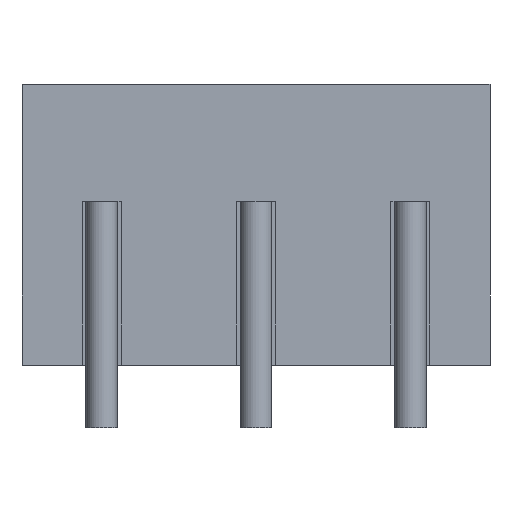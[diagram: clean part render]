
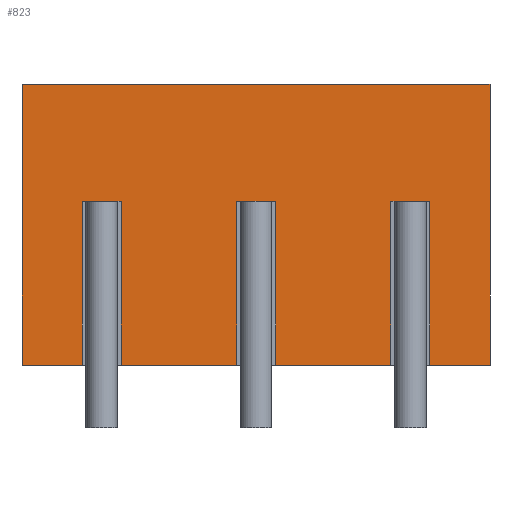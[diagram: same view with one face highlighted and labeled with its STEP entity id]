
A CAD part, front view. The second image highlights one B-rep face of the part: STEP entity #823.
In plain terms, the highlighted planar face has unit normal (0, -1, 0).
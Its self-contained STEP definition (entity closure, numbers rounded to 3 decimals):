
#7 = DIRECTION ( 'NONE',  ( -1., 0., 0. ) ) ;
#15 = CARTESIAN_POINT ( 'NONE',  ( 1.54, 0., 4.2 ) ) ;
#16 = CARTESIAN_POINT ( 'NONE',  ( 12., 0., 7.2 ) ) ;
#17 = DIRECTION ( 'NONE',  ( -1., 0., 0. ) ) ;
#23 = CARTESIAN_POINT ( 'NONE',  ( 9.46, 0., 4.2 ) ) ;
#24 = DIRECTION ( 'NONE',  ( 0., 0., -1. ) ) ;
#27 = CARTESIAN_POINT ( 'NONE',  ( 1.54, 0., 4.2 ) ) ;
#28 = DIRECTION ( 'NONE',  ( 0., 0., -1. ) ) ;
#36 = CARTESIAN_POINT ( 'NONE',  ( 0., 0., 7.2 ) ) ;
#49 = DIRECTION ( 'NONE',  ( 0., 0., -1. ) ) ;
#57 = CARTESIAN_POINT ( 'NONE',  ( 5.5, 0., 4.2 ) ) ;
#182 = LINE ( 'NONE', #697, #1857 ) ;
#199 = LINE ( 'NONE', #653, #1899 ) ;
#236 = FACE_OUTER_BOUND ( 'NONE', #1405, .T. ) ;
#244 = LINE ( 'NONE', #489, #1849 ) ;
#284 = LINE ( 'NONE', #1350, #1980 ) ;
#291 = LINE ( 'NONE', #1370, #1979 ) ;
#315 = LINE ( 'NONE', #57, #1949 ) ;
#324 = LINE ( 'NONE', #36, #1920 ) ;
#326 = LINE ( 'NONE', #2043, #1917 ) ;
#327 = LINE ( 'NONE', #2042, #1916 ) ;
#334 = LINE ( 'NONE', #2024, #1996 ) ;
#354 = LINE ( 'NONE', #16, #1011 ) ;
#356 = LINE ( 'NONE', #15, #1003 ) ;
#358 = LINE ( 'NONE', #27, #1050 ) ;
#365 = LINE ( 'NONE', #23, #968 ) ;
#383 = LINE ( 'NONE', #1101, #1056 ) ;
#410 = LINE ( 'NONE', #1181, #989 ) ;
#479 = PLANE ( 'NONE',  #1855 ) ;
#480 = CARTESIAN_POINT ( 'NONE',  ( 0., 0., 7.2 ) ) ;
#481 = DIRECTION ( 'NONE',  ( 0., 0., 1. ) ) ;
#482 = DIRECTION ( 'NONE',  ( 0., 1., 0. ) ) ;
#489 = CARTESIAN_POINT ( 'NONE',  ( 0., 0., 7.2 ) ) ;
#512 = DIRECTION ( 'NONE',  ( 0., 0., -1. ) ) ;
#651 = DIRECTION ( 'NONE',  ( 0., 0., -1. ) ) ;
#653 = CARTESIAN_POINT ( 'NONE',  ( 9.46, 0., 4.2 ) ) ;
#696 = DIRECTION ( 'NONE',  ( 0., 0., 1. ) ) ;
#697 = CARTESIAN_POINT ( 'NONE',  ( 10.46, 0., 4.2 ) ) ;
#791 = EDGE_CURVE ( 'NONE', #1662, #1695, #182, .T. ) ;
#799 = EDGE_CURVE ( 'NONE', #1682, #1665, #199, .T. ) ;
#823 = ADVANCED_FACE ( 'NONE', ( #236 ), #479, .F. ) ;
#828 = EDGE_CURVE ( 'NONE', #1679, #1674, #244, .T. ) ;
#849 = EDGE_CURVE ( 'NONE', #1691, #1690, #284, .T. ) ;
#850 = EDGE_CURVE ( 'NONE', #1666, #1665, #291, .T. ) ;
#865 = EDGE_CURVE ( 'NONE', #1690, #1667, #315, .T. ) ;
#873 = EDGE_CURVE ( 'NONE', #1679, #1678, #324, .T. ) ;
#875 = EDGE_CURVE ( 'NONE', #1668, #1667, #326, .T. ) ;
#876 = EDGE_CURVE ( 'NONE', #1668, #1687, #327, .T. ) ;
#880 = EDGE_CURVE ( 'NONE', #1662, #1647, #334, .T. ) ;
#893 = EDGE_CURVE ( 'NONE', #1678, #1647, #354, .T. ) ;
#895 = EDGE_CURVE ( 'NONE', #1687, #1683, #356, .T. ) ;
#897 = EDGE_CURVE ( 'NONE', #1683, #1650, #358, .T. ) ;
#903 = EDGE_CURVE ( 'NONE', #1695, #1682, #365, .T. ) ;
#927 = EDGE_CURVE ( 'NONE', #1674, #1650, #383, .T. ) ;
#950 = EDGE_CURVE ( 'NONE', #1666, #1691, #410, .T. ) ;
#968 = VECTOR ( 'NONE', #17, 1000. ) ;
#989 = VECTOR ( 'NONE', #1182, 1000. ) ;
#1003 = VECTOR ( 'NONE', #7, 1000. ) ;
#1011 = VECTOR ( 'NONE', #24, 1000. ) ;
#1050 = VECTOR ( 'NONE', #28, 1000. ) ;
#1056 = VECTOR ( 'NONE', #1102, 1000. ) ;
#1101 = CARTESIAN_POINT ( 'NONE',  ( 0., 0., 0. ) ) ;
#1102 = DIRECTION ( 'NONE',  ( 1., 0., 0. ) ) ;
#1181 = CARTESIAN_POINT ( 'NONE',  ( 6.5, 0., 4.2 ) ) ;
#1182 = DIRECTION ( 'NONE',  ( 0., 0., 1. ) ) ;
#1227 = CARTESIAN_POINT ( 'NONE',  ( 12., 0., 0. ) ) ;
#1229 = CARTESIAN_POINT ( 'NONE',  ( 1.54, 0., 0. ) ) ;
#1237 = CARTESIAN_POINT ( 'NONE',  ( 10.46, 0., 0. ) ) ;
#1239 = CARTESIAN_POINT ( 'NONE',  ( 9.46, 0., 0. ) ) ;
#1240 = CARTESIAN_POINT ( 'NONE',  ( 6.5, 0., 0. ) ) ;
#1241 = CARTESIAN_POINT ( 'NONE',  ( 5.5, 0., 0. ) ) ;
#1242 = CARTESIAN_POINT ( 'NONE',  ( 2.54, 0., 0. ) ) ;
#1246 = CARTESIAN_POINT ( 'NONE',  ( 0., 0., 0. ) ) ;
#1250 = CARTESIAN_POINT ( 'NONE',  ( 12., 0., 7.2 ) ) ;
#1251 = CARTESIAN_POINT ( 'NONE',  ( 0., 0., 7.2 ) ) ;
#1254 = CARTESIAN_POINT ( 'NONE',  ( 9.46, 0., 4.2 ) ) ;
#1255 = CARTESIAN_POINT ( 'NONE',  ( 1.54, 0., 4.2 ) ) ;
#1257 = CARTESIAN_POINT ( 'NONE',  ( 2.54, 0., 4.2 ) ) ;
#1260 = CARTESIAN_POINT ( 'NONE',  ( 5.5, 0., 4.2 ) ) ;
#1261 = CARTESIAN_POINT ( 'NONE',  ( 6.5, 0., 4.2 ) ) ;
#1264 = CARTESIAN_POINT ( 'NONE',  ( 10.46, 0., 4.2 ) ) ;
#1345 = DIRECTION ( 'NONE',  ( -1., 0., 0. ) ) ;
#1350 = CARTESIAN_POINT ( 'NONE',  ( 5.5, 0., 4.2 ) ) ;
#1360 = DIRECTION ( 'NONE',  ( 1., 0., 0. ) ) ;
#1370 = CARTESIAN_POINT ( 'NONE',  ( 0., 0., 0. ) ) ;
#1405 = EDGE_LOOP ( 'NONE', ( #1528, #1530, #1529, #1532, #1533, #1534, #1536, #1535, #1537, #1538, #1540, #1539, #1542, #1544, #1543, #1547 ) ) ;
#1528 = ORIENTED_EDGE ( 'NONE', *, *, #895, .F. ) ;
#1529 = ORIENTED_EDGE ( 'NONE', *, *, #875, .T. ) ;
#1530 = ORIENTED_EDGE ( 'NONE', *, *, #876, .F. ) ;
#1532 = ORIENTED_EDGE ( 'NONE', *, *, #865, .F. ) ;
#1533 = ORIENTED_EDGE ( 'NONE', *, *, #849, .F. ) ;
#1534 = ORIENTED_EDGE ( 'NONE', *, *, #950, .F. ) ;
#1535 = ORIENTED_EDGE ( 'NONE', *, *, #799, .F. ) ;
#1536 = ORIENTED_EDGE ( 'NONE', *, *, #850, .T. ) ;
#1537 = ORIENTED_EDGE ( 'NONE', *, *, #903, .F. ) ;
#1538 = ORIENTED_EDGE ( 'NONE', *, *, #791, .F. ) ;
#1539 = ORIENTED_EDGE ( 'NONE', *, *, #893, .F. ) ;
#1540 = ORIENTED_EDGE ( 'NONE', *, *, #880, .T. ) ;
#1542 = ORIENTED_EDGE ( 'NONE', *, *, #873, .F. ) ;
#1543 = ORIENTED_EDGE ( 'NONE', *, *, #927, .T. ) ;
#1544 = ORIENTED_EDGE ( 'NONE', *, *, #828, .T. ) ;
#1547 = ORIENTED_EDGE ( 'NONE', *, *, #897, .F. ) ;
#1647 = VERTEX_POINT ( 'NONE', #1227 ) ;
#1650 = VERTEX_POINT ( 'NONE', #1229 ) ;
#1662 = VERTEX_POINT ( 'NONE', #1237 ) ;
#1665 = VERTEX_POINT ( 'NONE', #1239 ) ;
#1666 = VERTEX_POINT ( 'NONE', #1240 ) ;
#1667 = VERTEX_POINT ( 'NONE', #1241 ) ;
#1668 = VERTEX_POINT ( 'NONE', #1242 ) ;
#1674 = VERTEX_POINT ( 'NONE', #1246 ) ;
#1678 = VERTEX_POINT ( 'NONE', #1250 ) ;
#1679 = VERTEX_POINT ( 'NONE', #1251 ) ;
#1682 = VERTEX_POINT ( 'NONE', #1254 ) ;
#1683 = VERTEX_POINT ( 'NONE', #1255 ) ;
#1687 = VERTEX_POINT ( 'NONE', #1257 ) ;
#1690 = VERTEX_POINT ( 'NONE', #1260 ) ;
#1691 = VERTEX_POINT ( 'NONE', #1261 ) ;
#1695 = VERTEX_POINT ( 'NONE', #1264 ) ;
#1849 = VECTOR ( 'NONE', #512, 1000. ) ;
#1855 = AXIS2_PLACEMENT_3D ( 'NONE', #480, #482, #481 ) ;
#1857 = VECTOR ( 'NONE', #696, 1000. ) ;
#1899 = VECTOR ( 'NONE', #651, 1000. ) ;
#1916 = VECTOR ( 'NONE', #2033, 1000. ) ;
#1917 = VECTOR ( 'NONE', #2030, 1000. ) ;
#1920 = VECTOR ( 'NONE', #2044, 1000. ) ;
#1949 = VECTOR ( 'NONE', #49, 1000. ) ;
#1979 = VECTOR ( 'NONE', #1360, 1000. ) ;
#1980 = VECTOR ( 'NONE', #1345, 1000. ) ;
#1996 = VECTOR ( 'NONE', #2029, 1000. ) ;
#2024 = CARTESIAN_POINT ( 'NONE',  ( 0., 0., 0. ) ) ;
#2029 = DIRECTION ( 'NONE',  ( 1., 0., 0. ) ) ;
#2030 = DIRECTION ( 'NONE',  ( 1., 0., 0. ) ) ;
#2033 = DIRECTION ( 'NONE',  ( 0., 0., 1. ) ) ;
#2042 = CARTESIAN_POINT ( 'NONE',  ( 2.54, 0., 4.2 ) ) ;
#2043 = CARTESIAN_POINT ( 'NONE',  ( 0., 0., 0. ) ) ;
#2044 = DIRECTION ( 'NONE',  ( 1., 0., 0. ) ) ;
